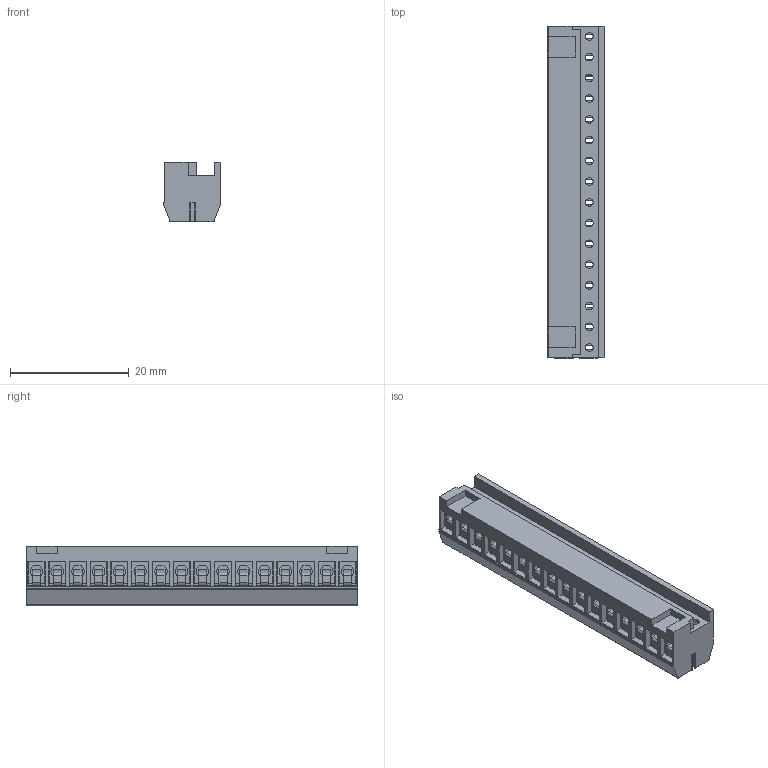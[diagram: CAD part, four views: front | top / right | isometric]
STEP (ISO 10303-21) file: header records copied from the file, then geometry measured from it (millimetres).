
FILE_DESCRIPTION((''),'2;1');
FILE_NAME('0','2024-11-15T14:21:23',('sheji'),(''),'CREO PARAMETRIC BY PTC INC, 2018100','CREO PARAMETRIC BY PTC INC, 2018100','');
FILE_SCHEMA(('CONFIG_CONTROL_DESIGN'));
Length unit declared in the file: millimetre
Products named in the file (1): 0
Bounding box: 9.5 x 56 x 10 mm (x, y, z)
Volume: 3936.8 mm3; surface area: 4306.5 mm2
Topology: 1 solids, 1 shells, 958 faces, 2436 edges, 1512 vertices
Faces by surface type: plane 562, cylinder 236, cone 64, bspline 48, extrusion 48
Entity records: 29984 total; most frequent: CARTESIAN_POINT 6872, ORIENTED_EDGE 4872, DIRECTION 4600, EDGE_CURVE 2436, VECTOR 1676, LINE 1628, VERTEX_POINT 1512, AXIS2_PLACEMENT_3D 1462
